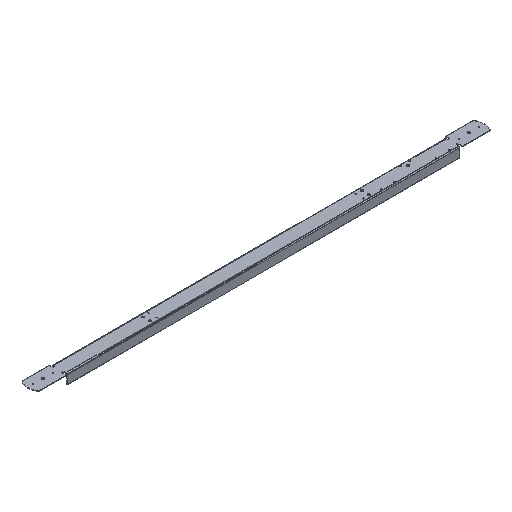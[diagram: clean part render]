
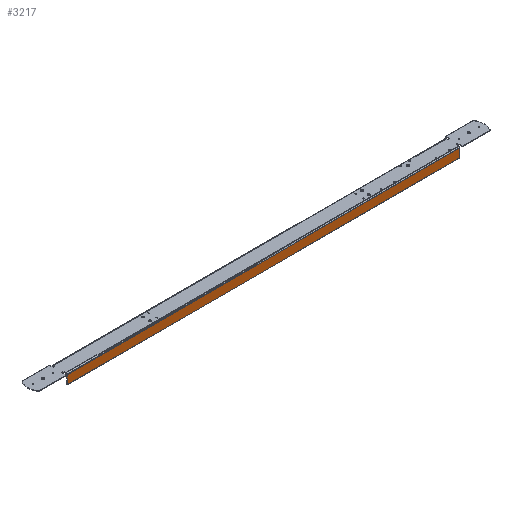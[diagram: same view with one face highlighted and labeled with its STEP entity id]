
A CAD part, isometric view. The second image highlights one B-rep face of the part: STEP entity #3217.
In plain terms, the highlighted planar face has unit normal (0, -1, 0).
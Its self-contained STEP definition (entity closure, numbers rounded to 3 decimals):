
#15 = VECTOR ( 'NONE', #1433, 1000. ) ;
#191 = VECTOR ( 'NONE', #1482, 1000. ) ;
#264 = CIRCLE ( 'NONE', #1229, 5. ) ;
#337 = CARTESIAN_POINT ( 'NONE',  ( 986.5, -1169.805, 1215.5 ) ) ;
#476 = VECTOR ( 'NONE', #2044, 1000. ) ;
#519 = EDGE_CURVE ( 'NONE', #3621, #1201, #264, .T. ) ;
#537 = ORIENTED_EDGE ( 'NONE', *, *, #2104, .T. ) ;
#616 = CARTESIAN_POINT ( 'NONE',  ( 1090.973, -1169.805, 1210.5 ) ) ;
#677 = EDGE_CURVE ( 'NONE', #2239, #2730, #736, .T. ) ;
#721 = VERTEX_POINT ( 'NONE', #2088 ) ;
#736 = CIRCLE ( 'NONE', #3015, 5. ) ;
#913 = CARTESIAN_POINT ( 'NONE',  ( 986.5, -1169.805, 1210.5 ) ) ;
#1000 = FACE_OUTER_BOUND ( 'NONE', #3601, .T. ) ;
#1199 = LINE ( 'NONE', #2373, #191 ) ;
#1201 = VERTEX_POINT ( 'NONE', #1326 ) ;
#1229 = AXIS2_PLACEMENT_3D ( 'NONE', #2130, #2482, #3611 ) ;
#1293 = ORIENTED_EDGE ( 'NONE', *, *, #2734, .F. ) ;
#1326 = CARTESIAN_POINT ( 'NONE',  ( -986.5, -1169.805, 1210.5 ) ) ;
#1370 = VERTEX_POINT ( 'NONE', #1608 ) ;
#1404 = DIRECTION ( 'NONE',  ( 0., 0., 1. ) ) ;
#1433 = DIRECTION ( 'NONE',  ( -1., 0., 0. ) ) ;
#1482 = DIRECTION ( 'NONE',  ( 0., 0., 1. ) ) ;
#1509 = DIRECTION ( 'NONE',  ( 0., 0., 1. ) ) ;
#1608 = CARTESIAN_POINT ( 'NONE',  ( -991.5, -1169.805, 1254.5 ) ) ;
#1655 = ORIENTED_EDGE ( 'NONE', *, *, #1690, .T. ) ;
#1690 = EDGE_CURVE ( 'NONE', #2730, #721, #1199, .T. ) ;
#1955 = ORIENTED_EDGE ( 'NONE', *, *, #3072, .F. ) ;
#2044 = DIRECTION ( 'NONE',  ( -1., 0., 0. ) ) ;
#2054 = CARTESIAN_POINT ( 'NONE',  ( 991.5, -1169.805, 1215.5 ) ) ;
#2088 = CARTESIAN_POINT ( 'NONE',  ( 991.5, -1169.805, 1254.5 ) ) ;
#2089 = LINE ( 'NONE', #2673, #3292 ) ;
#2104 = EDGE_CURVE ( 'NONE', #721, #1370, #2250, .T. ) ;
#2130 = CARTESIAN_POINT ( 'NONE',  ( -986.5, -1169.805, 1215.5 ) ) ;
#2149 = DIRECTION ( 'NONE',  ( 0., 1., 0. ) ) ;
#2239 = VERTEX_POINT ( 'NONE', #913 ) ;
#2250 = LINE ( 'NONE', #3132, #15 ) ;
#2373 = CARTESIAN_POINT ( 'NONE',  ( 991.5, -1169.805, -2213.242 ) ) ;
#2482 = DIRECTION ( 'NONE',  ( 0., -1., 0. ) ) ;
#2540 = LINE ( 'NONE', #616, #476 ) ;
#2634 = DIRECTION ( 'NONE',  ( 0., -1., 0. ) ) ;
#2673 = CARTESIAN_POINT ( 'NONE',  ( -991.5, -1169.805, -2213.242 ) ) ;
#2730 = VERTEX_POINT ( 'NONE', #2054 ) ;
#2734 = EDGE_CURVE ( 'NONE', #3621, #1370, #2089, .T. ) ;
#2873 = ORIENTED_EDGE ( 'NONE', *, *, #677, .T. ) ;
#3015 = AXIS2_PLACEMENT_3D ( 'NONE', #337, #2634, #1404 ) ;
#3072 = EDGE_CURVE ( 'NONE', #2239, #1201, #2540, .T. ) ;
#3120 = ORIENTED_EDGE ( 'NONE', *, *, #519, .T. ) ;
#3132 = CARTESIAN_POINT ( 'NONE',  ( 1090.973, -1169.805, 1254.5 ) ) ;
#3171 = AXIS2_PLACEMENT_3D ( 'NONE', #3303, #2149, #3280 ) ;
#3217 = ADVANCED_FACE ( 'NONE', ( #1000 ), #3574, .F. ) ;
#3280 = DIRECTION ( 'NONE',  ( 0., 0., 1. ) ) ;
#3292 = VECTOR ( 'NONE', #1509, 1000. ) ;
#3303 = CARTESIAN_POINT ( 'NONE',  ( 1090.973, -1169.805, 1210.5 ) ) ;
#3535 = CARTESIAN_POINT ( 'NONE',  ( -991.5, -1169.805, 1215.5 ) ) ;
#3574 = PLANE ( 'NONE',  #3171 ) ;
#3601 = EDGE_LOOP ( 'NONE', ( #1293, #3120, #1955, #2873, #1655, #537 ) ) ;
#3611 = DIRECTION ( 'NONE',  ( 0., 0., 1. ) ) ;
#3621 = VERTEX_POINT ( 'NONE', #3535 ) ;
